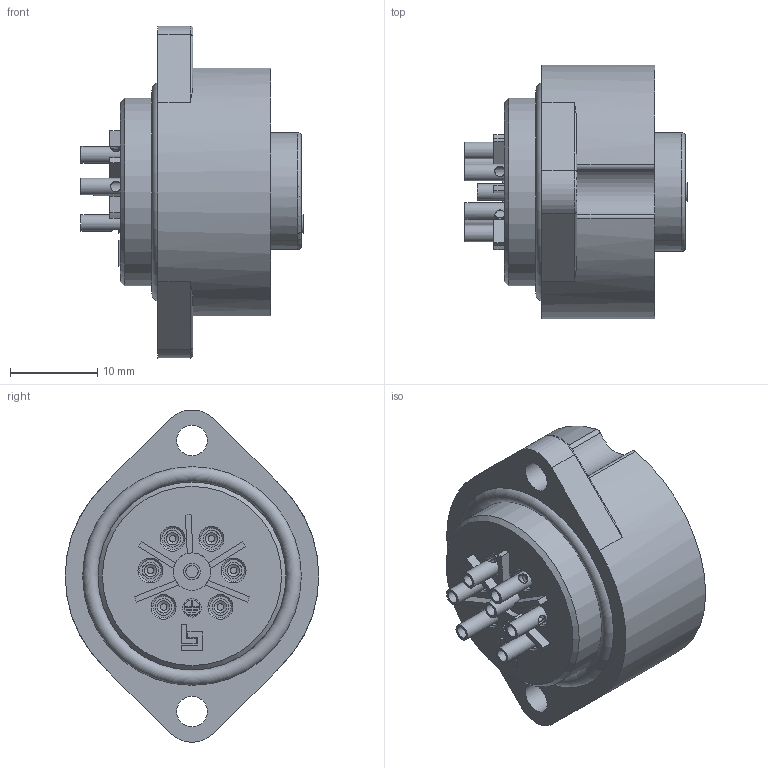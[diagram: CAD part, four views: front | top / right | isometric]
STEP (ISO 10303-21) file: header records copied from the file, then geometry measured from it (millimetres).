
FILE_DESCRIPTION(/* description */ (''),/* implementation_level */ '2;1');
FILE_NAME(/* name */ '09_4228_00_07_001_00.stp',/* time_stamp */ '2014-08-05T16:08:35+02:00',/* author */ (''),/* organization */ (''),/* preprocessor_version */ 'ST-DEVELOPER v14',/* originating_system */ 'SIEMENS PLM Software NX 8.0',/* authorisation */ '');
FILE_SCHEMA (('AP203_CONFIGURATION_CONTROLLED_3D_DESIGN_OF_MECHANICAL_PARTS_AND_ASSEMBLIES_MIM_LF { 1 0 10303 403 2 1 2}'));
Length unit declared in the file: millimetre
Products named in the file (1): cerl0430E469tlox
Bounding box: 25.4 x 29 x 37.97 mm (x, y, z)
Volume: 8571.2 mm3; surface area: 6180.7 mm2
Topology: 1 solids, 1 shells, 383 faces, 906 edges, 586 vertices
Faces by surface type: plane 198, cylinder 99, bspline 30, extrusion 28, cone 21, torus 7
Full cylindrical faces by diameter (mm): 1.2 x6, 1.4 x7, 1.65 x7, 1.7 x7, 1.9 x7, 2.1 x2, 2.3 x7, 2.45 x13, 3.2 x1, 3.5 x2, 4.3 x1, 13.6 x1, 18 x1, 21.142 x1, 21.5 x1
Entity records: 12583 total; most frequent: CARTESIAN_POINT 4314, DIRECTION 1666, ORIENTED_EDGE 1530, EDGE_CURVE 765, AXIS2_PLACEMENT_3D 639, EDGE_LOOP 552, VERTEX_POINT 536, VECTOR 388
